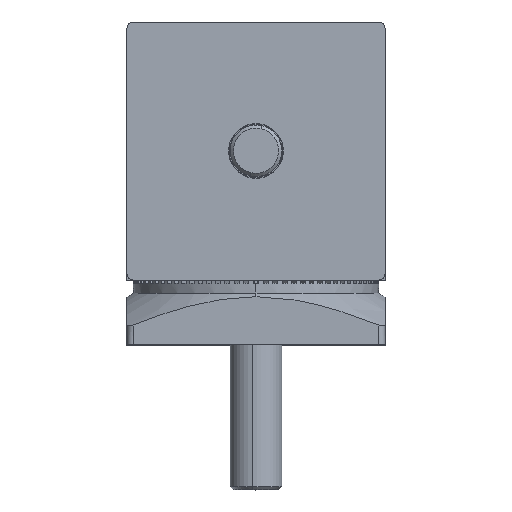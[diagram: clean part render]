
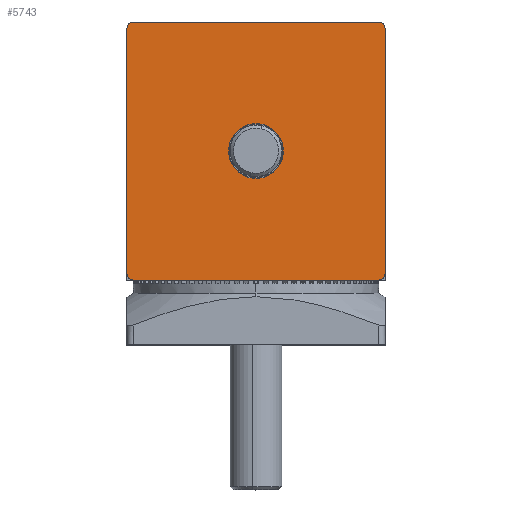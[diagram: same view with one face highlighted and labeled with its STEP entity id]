
A CAD part, top view. The second image highlights one B-rep face of the part: STEP entity #5743.
In plain terms, the highlighted face is planar.
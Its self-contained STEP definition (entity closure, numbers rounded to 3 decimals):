
#86 = CIRCLE ( 'NONE', #1739, 1. ) ;
#196 = DIRECTION ( 'NONE',  ( 0., 0., 1. ) ) ;
#879 = DIRECTION ( 'NONE',  ( -1., 0., 0. ) ) ;
#1022 = CARTESIAN_POINT ( 'NONE',  ( -20., 19., 0. ) ) ;
#1150 = CARTESIAN_POINT ( 'NONE',  ( 0., 0., 0. ) ) ;
#1241 = CIRCLE ( 'NONE', #2896, 4.25 ) ;
#1333 = CARTESIAN_POINT ( 'NONE',  ( -20., -20., 0. ) ) ;
#1395 = VERTEX_POINT ( 'NONE', #1720 ) ;
#1401 = DIRECTION ( 'NONE',  ( 0., -1., 0. ) ) ;
#1455 = CIRCLE ( 'NONE', #11491, 1. ) ;
#1493 = LINE ( 'NONE', #12296, #6080 ) ;
#1720 = CARTESIAN_POINT ( 'NONE',  ( -19., 20., 0. ) ) ;
#1739 = AXIS2_PLACEMENT_3D ( 'NONE', #6368, #13073, #1899 ) ;
#1839 = DIRECTION ( 'NONE',  ( 0., 0., -1. ) ) ;
#1899 = DIRECTION ( 'NONE',  ( -1., 0., 0. ) ) ;
#2016 = CIRCLE ( 'NONE', #3638, 1. ) ;
#2145 = CIRCLE ( 'NONE', #14050, 4.25 ) ;
#2706 = DIRECTION ( 'NONE',  ( 1., 0., 0. ) ) ;
#2896 = AXIS2_PLACEMENT_3D ( 'NONE', #1150, #7964, #3365 ) ;
#3090 = VECTOR ( 'NONE', #7610, 1000. ) ;
#3124 = VERTEX_POINT ( 'NONE', #8269 ) ;
#3241 = DIRECTION ( 'NONE',  ( 0., 0., -1. ) ) ;
#3285 = VERTEX_POINT ( 'NONE', #11833 ) ;
#3317 = CARTESIAN_POINT ( 'NONE',  ( 0., 0., 0. ) ) ;
#3336 = EDGE_CURVE ( 'NONE', #9288, #1395, #12917, .T. ) ;
#3365 = DIRECTION ( 'NONE',  ( 1., 0., 0. ) ) ;
#3455 = CARTESIAN_POINT ( 'NONE',  ( 19., 20., 0. ) ) ;
#3525 = DIRECTION ( 'NONE',  ( 0., 1., 0. ) ) ;
#3638 = AXIS2_PLACEMENT_3D ( 'NONE', #4179, #1839, #879 ) ;
#3770 = DIRECTION ( 'NONE',  ( 1., 0., 0. ) ) ;
#3779 = CIRCLE ( 'NONE', #6829, 1. ) ;
#4032 = VECTOR ( 'NONE', #3770, 1000. ) ;
#4179 = CARTESIAN_POINT ( 'NONE',  ( 19., -19., 0. ) ) ;
#4189 = DIRECTION ( 'NONE',  ( -1., 0., 0. ) ) ;
#4370 = CARTESIAN_POINT ( 'NONE',  ( 20., -19., 0. ) ) ;
#4633 = LINE ( 'NONE', #1333, #8575 ) ;
#5187 = CARTESIAN_POINT ( 'NONE',  ( -20., 20., 0. ) ) ;
#5330 = VERTEX_POINT ( 'NONE', #7164 ) ;
#5743 = ADVANCED_FACE ( 'NONE', ( #13312, #13184 ), #7650, .T. ) ;
#5765 = VERTEX_POINT ( 'NONE', #6759 ) ;
#5798 = EDGE_LOOP ( 'NONE', ( #9111, #8646 ) ) ;
#5843 = CARTESIAN_POINT ( 'NONE',  ( 0., 0., 0. ) ) ;
#6080 = VECTOR ( 'NONE', #3525, 1000. ) ;
#6198 = ORIENTED_EDGE ( 'NONE', *, *, #10751, .T. ) ;
#6257 = ORIENTED_EDGE ( 'NONE', *, *, #12189, .T. ) ;
#6368 = CARTESIAN_POINT ( 'NONE',  ( -19., 19., 0. ) ) ;
#6541 = DIRECTION ( 'NONE',  ( -1., 0., 0. ) ) ;
#6759 = CARTESIAN_POINT ( 'NONE',  ( 20., 19., 0. ) ) ;
#6829 = AXIS2_PLACEMENT_3D ( 'NONE', #14187, #3241, #4189 ) ;
#7084 = ORIENTED_EDGE ( 'NONE', *, *, #8163, .T. ) ;
#7104 = CARTESIAN_POINT ( 'NONE',  ( 19., 19., 0. ) ) ;
#7164 = CARTESIAN_POINT ( 'NONE',  ( -4.25, 0., 0. ) ) ;
#7253 = ORIENTED_EDGE ( 'NONE', *, *, #8513, .F. ) ;
#7366 = EDGE_CURVE ( 'NONE', #10002, #5765, #1493, .T. ) ;
#7610 = DIRECTION ( 'NONE',  ( -1., 0., 0. ) ) ;
#7642 = CARTESIAN_POINT ( 'NONE',  ( -19., -20., 0. ) ) ;
#7650 = PLANE ( 'NONE',  #11268 ) ;
#7964 = DIRECTION ( 'NONE',  ( 0., 0., 1. ) ) ;
#8137 = EDGE_CURVE ( 'NONE', #3285, #5330, #2145, .T. ) ;
#8163 = EDGE_CURVE ( 'NONE', #9288, #5765, #1455, .T. ) ;
#8269 = CARTESIAN_POINT ( 'NONE',  ( 19., -20., 0. ) ) ;
#8513 = EDGE_CURVE ( 'NONE', #12924, #3124, #8763, .T. ) ;
#8575 = VECTOR ( 'NONE', #1401, 1000. ) ;
#8646 = ORIENTED_EDGE ( 'NONE', *, *, #8137, .T. ) ;
#8763 = LINE ( 'NONE', #13213, #4032 ) ;
#9096 = EDGE_CURVE ( 'NONE', #12924, #13666, #3779, .T. ) ;
#9111 = ORIENTED_EDGE ( 'NONE', *, *, #9585, .T. ) ;
#9203 = ORIENTED_EDGE ( 'NONE', *, *, #9096, .T. ) ;
#9288 = VERTEX_POINT ( 'NONE', #3455 ) ;
#9409 = EDGE_LOOP ( 'NONE', ( #12989, #6257, #9689, #7084, #13301, #6198, #7253, #9203 ) ) ;
#9559 = CARTESIAN_POINT ( 'NONE',  ( -20., -19., 0. ) ) ;
#9585 = EDGE_CURVE ( 'NONE', #5330, #3285, #1241, .T. ) ;
#9689 = ORIENTED_EDGE ( 'NONE', *, *, #3336, .F. ) ;
#10002 = VERTEX_POINT ( 'NONE', #4370 ) ;
#10751 = EDGE_CURVE ( 'NONE', #10002, #3124, #2016, .T. ) ;
#10778 = VERTEX_POINT ( 'NONE', #1022 ) ;
#11268 = AXIS2_PLACEMENT_3D ( 'NONE', #3317, #12088, #6541 ) ;
#11329 = DIRECTION ( 'NONE',  ( 0., 0., -1. ) ) ;
#11445 = EDGE_CURVE ( 'NONE', #10778, #13666, #4633, .T. ) ;
#11466 = DIRECTION ( 'NONE',  ( -1., 0., 0. ) ) ;
#11491 = AXIS2_PLACEMENT_3D ( 'NONE', #7104, #11329, #11466 ) ;
#11833 = CARTESIAN_POINT ( 'NONE',  ( 4.25, 0., 0. ) ) ;
#12088 = DIRECTION ( 'NONE',  ( 0., 0., -1. ) ) ;
#12189 = EDGE_CURVE ( 'NONE', #10778, #1395, #86, .T. ) ;
#12296 = CARTESIAN_POINT ( 'NONE',  ( 20., -20., 0. ) ) ;
#12917 = LINE ( 'NONE', #5187, #3090 ) ;
#12924 = VERTEX_POINT ( 'NONE', #7642 ) ;
#12989 = ORIENTED_EDGE ( 'NONE', *, *, #11445, .F. ) ;
#13073 = DIRECTION ( 'NONE',  ( 0., 0., -1. ) ) ;
#13184 = FACE_BOUND ( 'NONE', #5798, .T. ) ;
#13213 = CARTESIAN_POINT ( 'NONE',  ( -20., -20., 0. ) ) ;
#13301 = ORIENTED_EDGE ( 'NONE', *, *, #7366, .F. ) ;
#13312 = FACE_OUTER_BOUND ( 'NONE', #9409, .T. ) ;
#13666 = VERTEX_POINT ( 'NONE', #9559 ) ;
#14050 = AXIS2_PLACEMENT_3D ( 'NONE', #5843, #196, #2706 ) ;
#14187 = CARTESIAN_POINT ( 'NONE',  ( -19., -19., 0. ) ) ;
